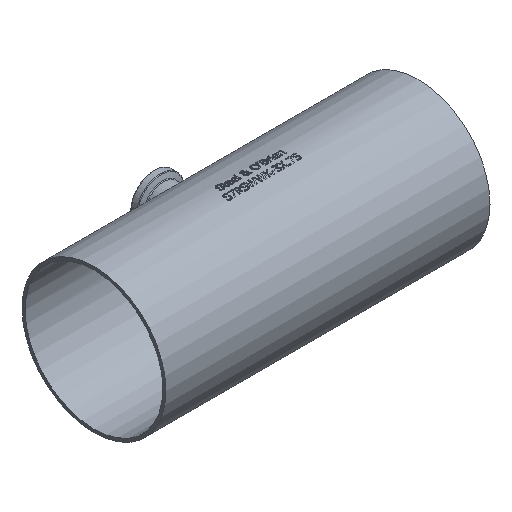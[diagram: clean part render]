
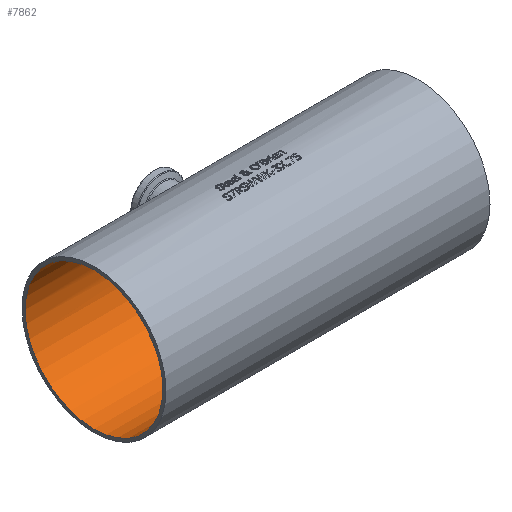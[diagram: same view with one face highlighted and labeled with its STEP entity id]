
A CAD part, isometric view. The second image highlights one B-rep face of the part: STEP entity #7862.
In plain terms, the highlighted cylindrical face has radius 36.449 mm (diameter 72.898 mm), a full revolution.
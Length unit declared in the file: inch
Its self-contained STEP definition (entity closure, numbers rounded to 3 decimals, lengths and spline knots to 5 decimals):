
#164=FACE_BOUND('',#1469,.T.);
#165=FACE_BOUND('',#1470,.T.);
#166=FACE_BOUND('',#1471,.T.);
#1469=EDGE_LOOP('',(#7319));
#1470=EDGE_LOOP('',(#7320));
#1471=EDGE_LOOP('',(#7321));
#2706=CIRCLE('',#8334,1.435);
#2707=CIRCLE('',#8335,1.435);
#3090=B_SPLINE_CURVE_WITH_KNOTS('',3,(#17139,#17140,#17141,#17142,#17143,
#17144,#17145,#17146,#17147,#17148,#17149,#17150,#17151,#17152,#17153,#17154,
#17155,#17156,#17157,#17158,#17159,#17160,#17161,#17162,#17163,#17164,#17165,
#17166,#17167,#17168,#17169,#17170,#17171,#17172),.UNSPECIFIED.,.T.,.F.,
(4,2,2,2,2,2,2,2,2,2,2,2,2,2,2,2,4),(0.,0.29763,0.59525,
0.89286,1.19046,1.48806,1.78567,2.08329,
2.38092,2.67855,2.97617,3.27378,3.57138,
3.86899,4.16659,4.46422,4.76184),
 .UNSPECIFIED.);
#3864=VERTEX_POINT('',#17138);
#3865=VERTEX_POINT('',#17174);
#3866=VERTEX_POINT('',#17176);
#5017=EDGE_CURVE('',#3864,#3864,#3090,.T.);
#5018=EDGE_CURVE('',#3865,#3865,#2706,.T.);
#5019=EDGE_CURVE('',#3866,#3866,#2707,.T.);
#7319=ORIENTED_EDGE('',*,*,#5017,.T.);
#7320=ORIENTED_EDGE('',*,*,#5018,.F.);
#7321=ORIENTED_EDGE('',*,*,#5019,.F.);
#7369=CYLINDRICAL_SURFACE('',#8333,1.435);
#7862=ADVANCED_FACE('',(#164,#165,#166),#7369,.F.);
#8333=AXIS2_PLACEMENT_3D('',#17173,#9814,#9815);
#8334=AXIS2_PLACEMENT_3D('',#17175,#9816,#9817);
#8335=AXIS2_PLACEMENT_3D('',#17177,#9818,#9819);
#9814=DIRECTION('center_axis',(-1.,0.,0.));
#9815=DIRECTION('ref_axis',(0.,0.,1.));
#9816=DIRECTION('center_axis',(1.,0.,0.));
#9817=DIRECTION('ref_axis',(0.,0.,1.));
#9818=DIRECTION('center_axis',(-1.,0.,0.));
#9819=DIRECTION('ref_axis',(0.,0.,1.));
#17138=CARTESIAN_POINT('',(0.,1.40112,0.31));
#17139=CARTESIAN_POINT('Ctrl Pts',(0.,1.40112,
0.31));
#17140=CARTESIAN_POINT('Ctrl Pts',(0.03906,1.40112,
0.31));
#17141=CARTESIAN_POINT('Ctrl Pts',(0.08063,1.40292,
0.30217));
#17142=CARTESIAN_POINT('Ctrl Pts',(0.15697,1.40937,0.27049));
#17143=CARTESIAN_POINT('Ctrl Pts',(0.19175,1.41392,0.24666));
#17144=CARTESIAN_POINT('Ctrl Pts',(0.24666,1.4224,0.19175));
#17145=CARTESIAN_POINT('Ctrl Pts',(0.27049,1.4269,0.15697));
#17146=CARTESIAN_POINT('Ctrl Pts',(0.30217,1.43324,0.08063));
#17147=CARTESIAN_POINT('Ctrl Pts',(0.31,1.435,0.03906));
#17148=CARTESIAN_POINT('Ctrl Pts',(0.31,1.435,-0.03906));
#17149=CARTESIAN_POINT('Ctrl Pts',(0.30217,1.43324,-0.08063));
#17150=CARTESIAN_POINT('Ctrl Pts',(0.27049,1.4269,-0.15697));
#17151=CARTESIAN_POINT('Ctrl Pts',(0.24666,1.4224,-0.19175));
#17152=CARTESIAN_POINT('Ctrl Pts',(0.19175,1.41392,-0.24666));
#17153=CARTESIAN_POINT('Ctrl Pts',(0.15697,1.40937,-0.27049));
#17154=CARTESIAN_POINT('Ctrl Pts',(0.08063,1.40292,
-0.30217));
#17155=CARTESIAN_POINT('Ctrl Pts',(0.03906,1.40112,
-0.31));
#17156=CARTESIAN_POINT('Ctrl Pts',(-0.03906,1.40112,
-0.31));
#17157=CARTESIAN_POINT('Ctrl Pts',(-0.08063,1.40292,
-0.30217));
#17158=CARTESIAN_POINT('Ctrl Pts',(-0.15697,1.40937,-0.27049));
#17159=CARTESIAN_POINT('Ctrl Pts',(-0.19175,1.41392,
-0.24666));
#17160=CARTESIAN_POINT('Ctrl Pts',(-0.24666,1.4224,
-0.19175));
#17161=CARTESIAN_POINT('Ctrl Pts',(-0.27049,1.4269,
-0.15697));
#17162=CARTESIAN_POINT('Ctrl Pts',(-0.30217,1.43324,
-0.08063));
#17163=CARTESIAN_POINT('Ctrl Pts',(-0.31,1.435,-0.03906));
#17164=CARTESIAN_POINT('Ctrl Pts',(-0.31,1.435,0.03906));
#17165=CARTESIAN_POINT('Ctrl Pts',(-0.30217,1.43324,
0.08063));
#17166=CARTESIAN_POINT('Ctrl Pts',(-0.27049,1.4269,
0.15697));
#17167=CARTESIAN_POINT('Ctrl Pts',(-0.24666,1.4224,
0.19175));
#17168=CARTESIAN_POINT('Ctrl Pts',(-0.19175,1.41392,
0.24666));
#17169=CARTESIAN_POINT('Ctrl Pts',(-0.15697,1.40937,0.27049));
#17170=CARTESIAN_POINT('Ctrl Pts',(-0.08063,1.40292,
0.30217));
#17171=CARTESIAN_POINT('Ctrl Pts',(-0.03906,1.40112,
0.31));
#17172=CARTESIAN_POINT('Ctrl Pts',(0.,1.40112,
0.31));
#17173=CARTESIAN_POINT('Origin',(3.375,0.,0.));
#17174=CARTESIAN_POINT('',(-3.375,0.,-1.435));
#17175=CARTESIAN_POINT('Origin',(-3.375,0.,0.));
#17176=CARTESIAN_POINT('',(3.375,0.,-1.435));
#17177=CARTESIAN_POINT('Origin',(3.375,0.,0.));
